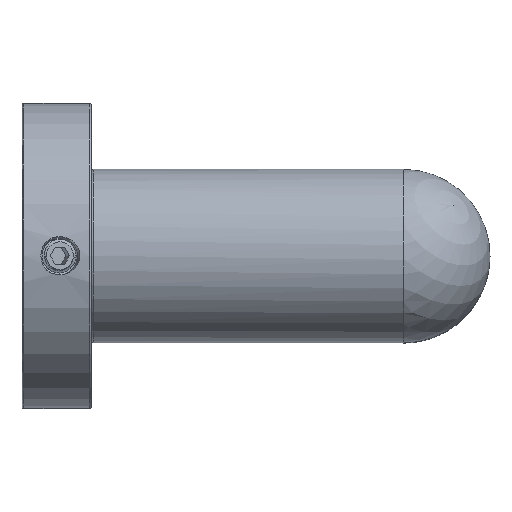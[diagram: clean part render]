
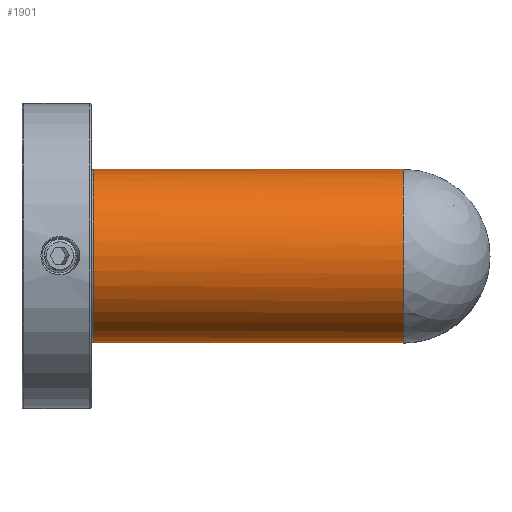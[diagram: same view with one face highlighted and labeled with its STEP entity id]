
A CAD part, top view. The second image highlights one B-rep face of the part: STEP entity #1901.
In plain terms, the highlighted cylindrical face has radius 12.5 mm (diameter 25 mm), a full revolution.
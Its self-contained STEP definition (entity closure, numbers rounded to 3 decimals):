
#33=ELLIPSE('',#2079,42.133,12.5);
#59=FACE_BOUND('',#425,.T.);
#87=B_SPLINE_CURVE_WITH_KNOTS('',3,(#5254,#5255,#5256,#5257),
 .UNSPECIFIED.,.F.,.F.,(4,4),(0.,0.03),
 .UNSPECIFIED.);
#88=B_SPLINE_CURVE_WITH_KNOTS('',3,(#5269,#5270,#5271,#5272),
 .UNSPECIFIED.,.F.,.F.,(4,4),(0.001,0.031),
 .UNSPECIFIED.);
#172=CIRCLE('',#2074,12.5);
#173=CIRCLE('',#2076,12.5);
#174=CIRCLE('',#2077,12.5);
#175=CIRCLE('',#2078,12.5);
#217=CYLINDRICAL_SURFACE('',#2075,12.5);
#301=FACE_OUTER_BOUND('',#424,.T.);
#424=EDGE_LOOP('',(#1565,#1566,#1567,#1568,#1569,#1570,#1571,#1572));
#425=EDGE_LOOP('',(#1573));
#572=LINE('',#5261,#705);
#573=LINE('',#5265,#706);
#705=VECTOR('',#2504,10.);
#706=VECTOR('',#2507,10.);
#852=VERTEX_POINT('',#5249);
#853=VERTEX_POINT('',#5252);
#854=VERTEX_POINT('',#5253);
#855=VERTEX_POINT('',#5258);
#856=VERTEX_POINT('',#5260);
#857=VERTEX_POINT('',#5262);
#858=VERTEX_POINT('',#5264);
#859=VERTEX_POINT('',#5266);
#860=VERTEX_POINT('',#5268);
#1093=EDGE_CURVE('',#852,#852,#172,.T.);
#1094=EDGE_CURVE('',#853,#854,#87,.T.);
#1095=EDGE_CURVE('',#853,#855,#173,.T.);
#1096=EDGE_CURVE('',#855,#856,#572,.T.);
#1097=EDGE_CURVE('',#857,#856,#174,.T.);
#1098=EDGE_CURVE('',#857,#858,#573,.T.);
#1099=EDGE_CURVE('',#858,#859,#175,.T.);
#1100=EDGE_CURVE('',#860,#859,#88,.T.);
#1101=EDGE_CURVE('',#854,#860,#33,.T.);
#1565=ORIENTED_EDGE('',*,*,#1094,.F.);
#1566=ORIENTED_EDGE('',*,*,#1095,.T.);
#1567=ORIENTED_EDGE('',*,*,#1096,.T.);
#1568=ORIENTED_EDGE('',*,*,#1097,.F.);
#1569=ORIENTED_EDGE('',*,*,#1098,.T.);
#1570=ORIENTED_EDGE('',*,*,#1099,.T.);
#1571=ORIENTED_EDGE('',*,*,#1100,.F.);
#1572=ORIENTED_EDGE('',*,*,#1101,.F.);
#1573=ORIENTED_EDGE('',*,*,#1093,.F.);
#1901=ADVANCED_FACE('',(#301,#59),#217,.T.);
#2074=AXIS2_PLACEMENT_3D('',#5250,#2498,#2499);
#2075=AXIS2_PLACEMENT_3D('',#5251,#2500,#2501);
#2076=AXIS2_PLACEMENT_3D('',#5259,#2502,#2503);
#2077=AXIS2_PLACEMENT_3D('',#5263,#2505,#2506);
#2078=AXIS2_PLACEMENT_3D('',#5267,#2508,#2509);
#2079=AXIS2_PLACEMENT_3D('',#5273,#2510,#2511);
#2498=DIRECTION('center_axis',(-1.,0.,0.));
#2499=DIRECTION('ref_axis',(0.,1.,0.));
#2500=DIRECTION('center_axis',(1.,0.,0.));
#2501=DIRECTION('ref_axis',(0.,1.,0.));
#2502=DIRECTION('center_axis',(-1.,0.,0.));
#2503=DIRECTION('ref_axis',(0.,1.,0.));
#2504=DIRECTION('',(1.,0.,0.));
#2505=DIRECTION('center_axis',(1.,0.,0.));
#2506=DIRECTION('ref_axis',(0.,1.,0.));
#2507=DIRECTION('',(-1.,0.,0.));
#2508=DIRECTION('center_axis',(-1.,0.,0.));
#2509=DIRECTION('ref_axis',(0.,1.,0.));
#2510=DIRECTION('center_axis',(0.297,0.,
-0.955));
#2511=DIRECTION('ref_axis',(-0.955,0.,-0.297));
#5249=CARTESIAN_POINT('',(10.25,-12.5,0.));
#5250=CARTESIAN_POINT('Origin',(10.25,0.,0.));
#5251=CARTESIAN_POINT('Origin',(10.,0.,0.));
#5252=CARTESIAN_POINT('',(42.071,-11.016,-5.907));
#5253=CARTESIAN_POINT('',(41.789,-10.967,-5.998));
#5254=CARTESIAN_POINT('Ctrl Pts',(42.072,-11.016,-5.908));
#5255=CARTESIAN_POINT('Ctrl Pts',(41.977,-11.,-5.937));
#5256=CARTESIAN_POINT('Ctrl Pts',(41.883,-10.984,-5.967));
#5257=CARTESIAN_POINT('Ctrl Pts',(41.789,-10.967,-5.998));
#5258=CARTESIAN_POINT('',(42.071,-12.5,0.));
#5259=CARTESIAN_POINT('Origin',(42.071,0.,
0.));
#5260=CARTESIAN_POINT('',(55.,-12.5,0.));
#5261=CARTESIAN_POINT('',(10.,-12.5,0.));
#5262=CARTESIAN_POINT('',(55.,12.5,0.));
#5263=CARTESIAN_POINT('Origin',(55.,0.,0.));
#5264=CARTESIAN_POINT('',(42.071,12.5,0.));
#5265=CARTESIAN_POINT('',(10.,12.5,0.));
#5266=CARTESIAN_POINT('',(42.071,11.016,-5.907));
#5267=CARTESIAN_POINT('Origin',(42.071,0.,
0.));
#5268=CARTESIAN_POINT('',(41.789,10.967,-5.998));
#5269=CARTESIAN_POINT('Ctrl Pts',(41.789,10.967,-5.998));
#5270=CARTESIAN_POINT('Ctrl Pts',(41.883,10.984,-5.967));
#5271=CARTESIAN_POINT('Ctrl Pts',(41.977,11.,-5.937));
#5272=CARTESIAN_POINT('Ctrl Pts',(42.072,11.016,-5.908));
#5273=CARTESIAN_POINT('Origin',(61.096,0.,
0.));
